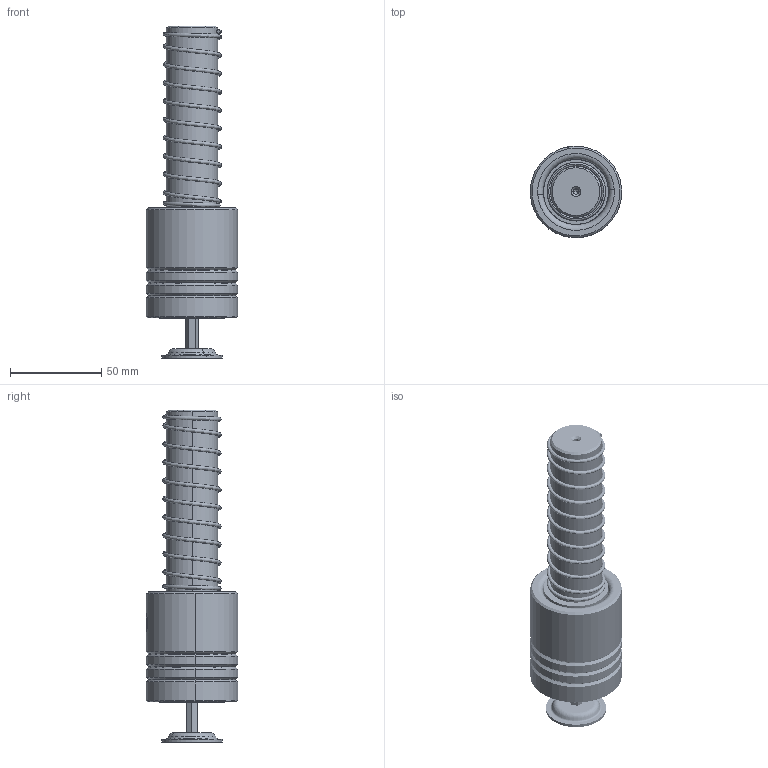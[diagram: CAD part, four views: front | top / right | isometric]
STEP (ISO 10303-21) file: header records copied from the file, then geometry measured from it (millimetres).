
FILE_DESCRIPTION (( 'STEP AP214' ), '1' );
FILE_NAME ('LMSH LMJH-D28-L160(BL-60).STEP', '2021-08-12T08:27:42', ( '' ), ( '' ), 'SwSTEP 2.0', 'SolidWorks 2016', '' );
FILE_SCHEMA (( 'AUTOMOTIVE_DESIGN' ));
Length unit declared in the file: millimetre
Products named in the file (252): BALL-D4; LMSH LMJH-D28-L160(BL-60); TBB-D50-d36-L60; HWP-D31.3-d28.5-L90; GTM-M12蹟簽; GTM-33; GTM-33郪蚾; GTM-3-縐种; DSPM-D28-L160; BSH-35.5-28.5-L60; BSH-D35.5-28.5-L60郪蚾
Assembly tree (245 placements, depth 3):
  BALL-D4
  BALL-D4
  BALL-D4
  BALL-D4
  BALL-D4
Bounding box: 49.89 x 49.94 x 181.47 mm (x, y, z)
Volume: 174835 mm3; surface area: 78674.8 mm2
Topology: 238 solids, 238 shells, 1097 faces, 4631 edges, 3076 vertices
Faces by surface type: sphere 924, cylinder 50, plane 41, cone 34, torus 26, bspline 22
Entity records: 53406 total; most frequent: CARTESIAN_POINT 32415, ORIENTED_EDGE 3692, DIRECTION 3163, EDGE_CURVE 1846, AXIS2_PLACEMENT_3D 1497, VERTEX_POINT 1208, EDGE_LOOP 1090, B_SPLINE_CURVE_WITH_KNOTS 1030
